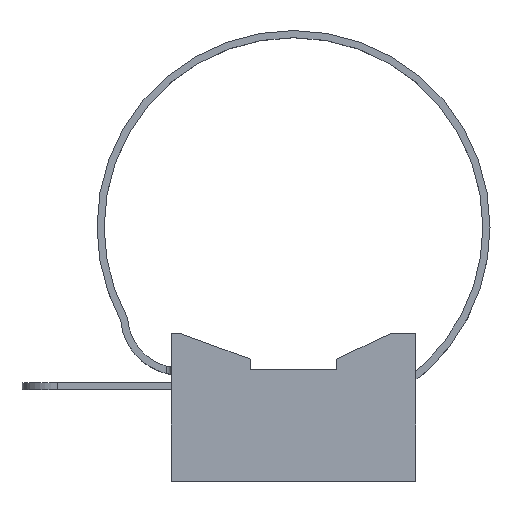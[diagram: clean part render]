
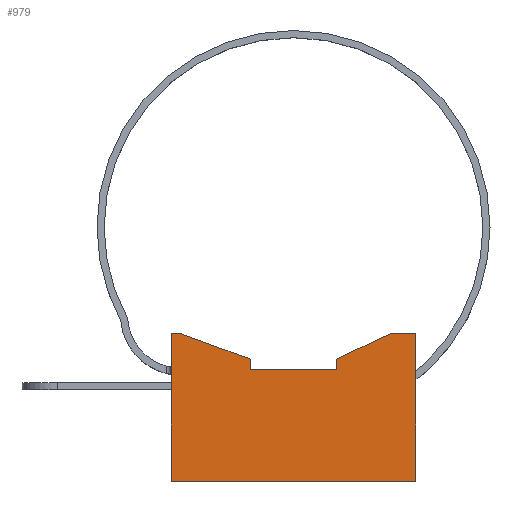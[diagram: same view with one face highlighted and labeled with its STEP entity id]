
A CAD part, top view. The second image highlights one B-rep face of the part: STEP entity #979.
In plain terms, the highlighted planar face has unit normal (0, 0, 1).
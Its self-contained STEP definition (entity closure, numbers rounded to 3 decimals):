
#4 = VECTOR ( 'NONE', #240, 1000. ) ;
#27 = ORIENTED_EDGE ( 'NONE', *, *, #854, .T. ) ;
#33 = CARTESIAN_POINT ( 'NONE',  ( -11.1, 14.5, 6.5 ) ) ;
#55 = CARTESIAN_POINT ( 'NONE',  ( 9.5, 14.5, 6.5 ) ) ;
#64 = DIRECTION ( 'NONE',  ( -1., 0., 0. ) ) ;
#66 = VERTEX_POINT ( 'NONE', #459 ) ;
#73 = CARTESIAN_POINT ( 'NONE',  ( 12., 14.5, 6.5 ) ) ;
#101 = VECTOR ( 'NONE', #176, 1000. ) ;
#156 = ORIENTED_EDGE ( 'NONE', *, *, #212, .T. ) ;
#175 = EDGE_CURVE ( 'NONE', #1564, #66, #2093, .T. ) ;
#176 = DIRECTION ( 'NONE',  ( -1., 0., 0. ) ) ;
#184 = EDGE_LOOP ( 'NONE', ( #335, #421, #672, #509, #27, #1418, #1133, #156, #572, #1470 ) ) ;
#202 = CARTESIAN_POINT ( 'NONE',  ( -4.25, 12., 6.5 ) ) ;
#212 = EDGE_CURVE ( 'NONE', #1908, #2112, #1519, .T. ) ;
#240 = DIRECTION ( 'NONE',  ( 0., -1., 0. ) ) ;
#335 = ORIENTED_EDGE ( 'NONE', *, *, #2203, .T. ) ;
#375 = DIRECTION ( 'NONE',  ( 0., 1., 0. ) ) ;
#420 = PLANE ( 'NONE',  #2211 ) ;
#421 = ORIENTED_EDGE ( 'NONE', *, *, #175, .T. ) ;
#459 = CARTESIAN_POINT ( 'NONE',  ( 12., 0., 6.5 ) ) ;
#460 = VERTEX_POINT ( 'NONE', #1777 ) ;
#509 = ORIENTED_EDGE ( 'NONE', *, *, #533, .T. ) ;
#525 = LINE ( 'NONE', #1147, #701 ) ;
#533 = EDGE_CURVE ( 'NONE', #2124, #711, #1088, .T. ) ;
#549 = DIRECTION ( 'NONE',  ( 1., 0., 0. ) ) ;
#569 = CARTESIAN_POINT ( 'NONE',  ( 4.25, 12., 6.5 ) ) ;
#572 = ORIENTED_EDGE ( 'NONE', *, *, #663, .T. ) ;
#592 = CARTESIAN_POINT ( 'NONE',  ( -11.1, 14.5, 6.5 ) ) ;
#599 = DIRECTION ( 'NONE',  ( 0., 0., -1. ) ) ;
#647 = DIRECTION ( 'NONE',  ( 0., -1., 0. ) ) ;
#660 = CARTESIAN_POINT ( 'NONE',  ( -12., 0., 6.5 ) ) ;
#663 = EDGE_CURVE ( 'NONE', #2112, #1731, #1973, .T. ) ;
#665 = CARTESIAN_POINT ( 'NONE',  ( -12., 14.5, 6.5 ) ) ;
#668 = VECTOR ( 'NONE', #647, 1000. ) ;
#672 = ORIENTED_EDGE ( 'NONE', *, *, #1647, .T. ) ;
#701 = VECTOR ( 'NONE', #64, 1000. ) ;
#711 = VERTEX_POINT ( 'NONE', #55 ) ;
#714 = EDGE_CURVE ( 'NONE', #1992, #2134, #1043, .T. ) ;
#730 = CARTESIAN_POINT ( 'NONE',  ( 12., 0., 6.5 ) ) ;
#795 = VECTOR ( 'NONE', #1182, 1000. ) ;
#854 = EDGE_CURVE ( 'NONE', #711, #1992, #1665, .T. ) ;
#979 = ADVANCED_FACE ( 'NONE', ( #1220 ), #420, .F. ) ;
#985 = CARTESIAN_POINT ( 'NONE',  ( 4.25, 11., 6.5 ) ) ;
#1043 = LINE ( 'NONE', #1316, #4 ) ;
#1075 = CARTESIAN_POINT ( 'NONE',  ( 12., 14.5, 6.5 ) ) ;
#1088 = LINE ( 'NONE', #1075, #101 ) ;
#1133 = ORIENTED_EDGE ( 'NONE', *, *, #1335, .T. ) ;
#1147 = CARTESIAN_POINT ( 'NONE',  ( -4.25, 11., 6.5 ) ) ;
#1182 = DIRECTION ( 'NONE',  ( -0.903, -0.43, 0. ) ) ;
#1220 = FACE_OUTER_BOUND ( 'NONE', #184, .T. ) ;
#1316 = CARTESIAN_POINT ( 'NONE',  ( 4.25, 12., 6.5 ) ) ;
#1318 = CARTESIAN_POINT ( 'NONE',  ( 0., 0., 6.5 ) ) ;
#1335 = EDGE_CURVE ( 'NONE', #2134, #1908, #525, .T. ) ;
#1372 = VECTOR ( 'NONE', #375, 1000. ) ;
#1418 = ORIENTED_EDGE ( 'NONE', *, *, #714, .T. ) ;
#1462 = VECTOR ( 'NONE', #1853, 1000. ) ;
#1470 = ORIENTED_EDGE ( 'NONE', *, *, #1606, .T. ) ;
#1519 = LINE ( 'NONE', #202, #1372 ) ;
#1533 = CARTESIAN_POINT ( 'NONE',  ( -4.25, 12., 6.5 ) ) ;
#1564 = VERTEX_POINT ( 'NONE', #660 ) ;
#1598 = LINE ( 'NONE', #730, #2284 ) ;
#1606 = EDGE_CURVE ( 'NONE', #1731, #460, #1634, .T. ) ;
#1634 = LINE ( 'NONE', #665, #1726 ) ;
#1640 = CARTESIAN_POINT ( 'NONE',  ( -12., 0., 6.5 ) ) ;
#1647 = EDGE_CURVE ( 'NONE', #66, #2124, #1598, .T. ) ;
#1665 = LINE ( 'NONE', #1725, #795 ) ;
#1725 = CARTESIAN_POINT ( 'NONE',  ( 4.25, 12., 6.5 ) ) ;
#1726 = VECTOR ( 'NONE', #1763, 1000. ) ;
#1731 = VERTEX_POINT ( 'NONE', #592 ) ;
#1742 = CARTESIAN_POINT ( 'NONE',  ( -12., 0., 6.5 ) ) ;
#1763 = DIRECTION ( 'NONE',  ( -1., 0., 0. ) ) ;
#1770 = CARTESIAN_POINT ( 'NONE',  ( -4.25, 11., 6.5 ) ) ;
#1777 = CARTESIAN_POINT ( 'NONE',  ( -12., 14.5, 6.5 ) ) ;
#1816 = VECTOR ( 'NONE', #549, 1000. ) ;
#1832 = DIRECTION ( 'NONE',  ( 0., 1., 0. ) ) ;
#1853 = DIRECTION ( 'NONE',  ( -0.939, 0.343, 0. ) ) ;
#1877 = DIRECTION ( 'NONE',  ( -1., 0., 0. ) ) ;
#1900 = LINE ( 'NONE', #1742, #668 ) ;
#1908 = VERTEX_POINT ( 'NONE', #1770 ) ;
#1973 = LINE ( 'NONE', #33, #1462 ) ;
#1992 = VERTEX_POINT ( 'NONE', #569 ) ;
#2093 = LINE ( 'NONE', #1640, #1816 ) ;
#2112 = VERTEX_POINT ( 'NONE', #1533 ) ;
#2124 = VERTEX_POINT ( 'NONE', #73 ) ;
#2134 = VERTEX_POINT ( 'NONE', #985 ) ;
#2203 = EDGE_CURVE ( 'NONE', #460, #1564, #1900, .T. ) ;
#2211 = AXIS2_PLACEMENT_3D ( 'NONE', #1318, #599, #1877 ) ;
#2284 = VECTOR ( 'NONE', #1832, 1000. ) ;
